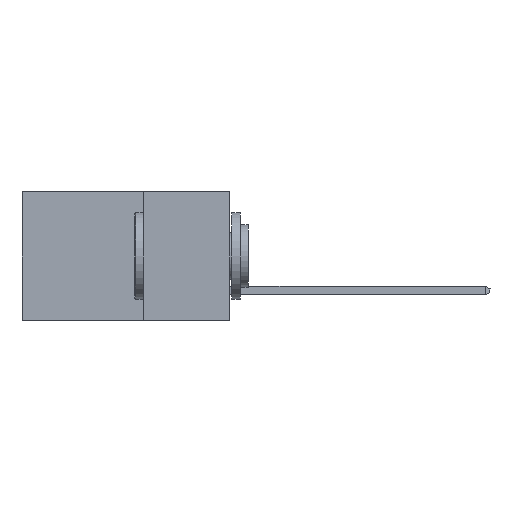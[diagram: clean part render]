
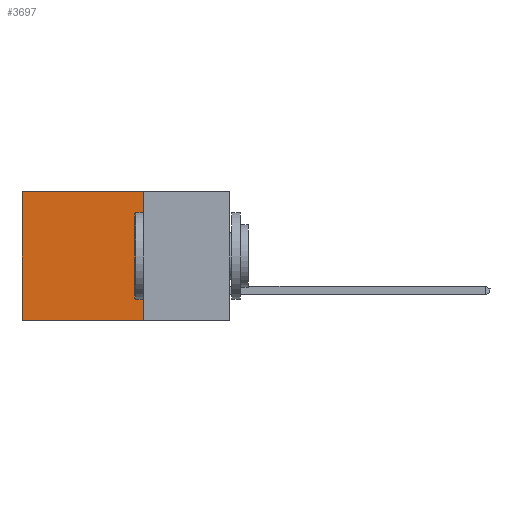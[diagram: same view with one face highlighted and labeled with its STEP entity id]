
A CAD part, left-side view. The second image highlights one B-rep face of the part: STEP entity #3697.
In plain terms, the highlighted planar face has unit normal (-1, 0, 0).
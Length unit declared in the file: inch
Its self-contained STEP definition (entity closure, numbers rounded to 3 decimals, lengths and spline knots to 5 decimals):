
#203 = DIRECTION ( 'NONE',  ( 0., 0., -1. ) ) ;
#249 = LINE ( 'NONE', #3742, #1529 ) ;
#349 = VECTOR ( 'NONE', #527, 39.37008 ) ;
#527 = DIRECTION ( 'NONE',  ( 0., 0., -1. ) ) ;
#563 = CARTESIAN_POINT ( 'NONE',  ( 0.2615, 0.6, 0. ) ) ;
#1259 = EDGE_CURVE ( 'NONE', #9043, #8737, #6084, .T. ) ;
#1434 = PLANE ( 'NONE',  #3113 ) ;
#1529 = VECTOR ( 'NONE', #203, 39.37008 ) ;
#1567 = VERTEX_POINT ( 'NONE', #563 ) ;
#1939 = EDGE_CURVE ( 'NONE', #10056, #9043, #6506, .T. ) ;
#3020 = ORIENTED_EDGE ( 'NONE', *, *, #3225, .T. ) ;
#3113 = AXIS2_PLACEMENT_3D ( 'NONE', #8304, #3153, #6619 ) ;
#3153 = DIRECTION ( 'NONE',  ( 1., 0., 0. ) ) ;
#3218 = ORIENTED_EDGE ( 'NONE', *, *, #5274, .T. ) ;
#3225 = EDGE_CURVE ( 'NONE', #1567, #8737, #249, .T. ) ;
#3663 = ORIENTED_EDGE ( 'NONE', *, *, #1259, .F. ) ;
#3697 = ADVANCED_FACE ( 'NONE', ( #6561 ), #1434, .F. ) ;
#3742 = CARTESIAN_POINT ( 'NONE',  ( 0.2615, 0.6, -0.37 ) ) ;
#5274 = EDGE_CURVE ( 'NONE', #10056, #1567, #11115, .T. ) ;
#5746 = CARTESIAN_POINT ( 'NONE',  ( 0.2615, 0.25, -0.37 ) ) ;
#5830 = CARTESIAN_POINT ( 'NONE',  ( 0.2615, 0.25, -0.37 ) ) ;
#5865 = DIRECTION ( 'NONE',  ( 0., 1., 0. ) ) ;
#5927 = CARTESIAN_POINT ( 'NONE',  ( 0.2615, 0.6, -0.37 ) ) ;
#6084 = LINE ( 'NONE', #11068, #7065 ) ;
#6506 = LINE ( 'NONE', #5830, #349 ) ;
#6561 = FACE_OUTER_BOUND ( 'NONE', #10038, .T. ) ;
#6568 = CARTESIAN_POINT ( 'NONE',  ( 0.2615, 0.25, 0. ) ) ;
#6619 = DIRECTION ( 'NONE',  ( 0., 0., -1. ) ) ;
#7065 = VECTOR ( 'NONE', #10329, 39.37008 ) ;
#8248 = ORIENTED_EDGE ( 'NONE', *, *, #1939, .F. ) ;
#8304 = CARTESIAN_POINT ( 'NONE',  ( 0.2615, 0.25, -0.37 ) ) ;
#8737 = VERTEX_POINT ( 'NONE', #5927 ) ;
#9043 = VERTEX_POINT ( 'NONE', #5746 ) ;
#9199 = VECTOR ( 'NONE', #5865, 39.37008 ) ;
#10038 = EDGE_LOOP ( 'NONE', ( #3020, #3663, #8248, #3218 ) ) ;
#10056 = VERTEX_POINT ( 'NONE', #6568 ) ;
#10265 = CARTESIAN_POINT ( 'NONE',  ( 0.2615, 0.25, 0. ) ) ;
#10329 = DIRECTION ( 'NONE',  ( 0., 1., 0. ) ) ;
#11068 = CARTESIAN_POINT ( 'NONE',  ( 0.2615, 0.25, -0.37 ) ) ;
#11115 = LINE ( 'NONE', #10265, #9199 ) ;
